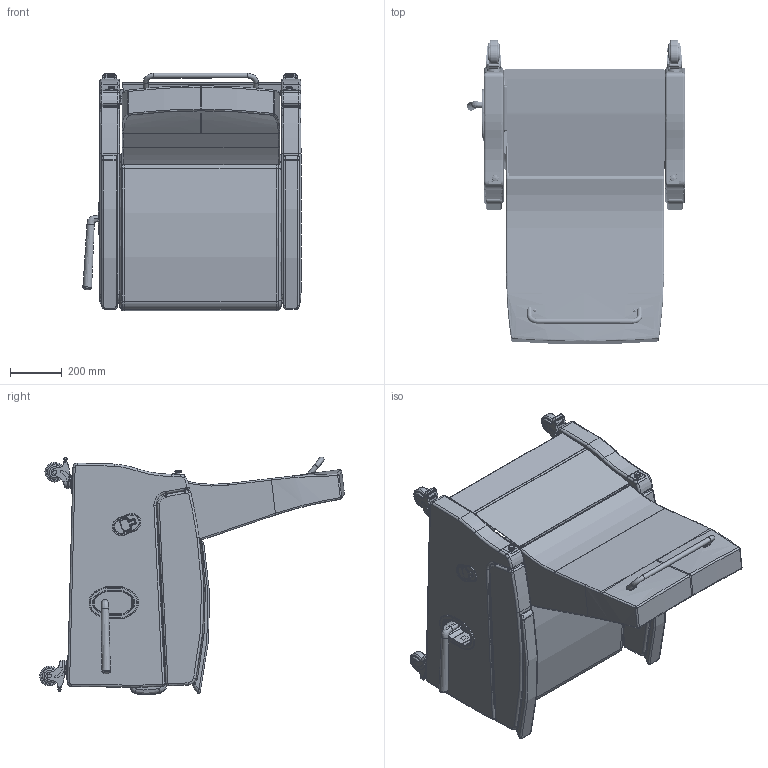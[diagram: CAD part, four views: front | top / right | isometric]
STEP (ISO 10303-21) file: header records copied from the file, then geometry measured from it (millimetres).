
FILE_DESCRIPTION(/* description */ (''),/* implementation_level */ '2;1');
FILE_NAME(/* name */ 'EC1162J.stp',/* time_stamp */ '2017-09-15T11:23:55-04:00',/* author */ ('emehringer'),/* organization */ (''),/* preprocessor_version */ 'ST-DEVELOPER v16.5',/* originating_system */ 'Autodesk Inventor 2017',/* authorisation */ '');
FILE_SCHEMA (('AUTOMOTIVE_DESIGN { 1 0 10303 214 3 1 1 }'));
Products named in the file (36): EC1162U-W-J; EV7070 UBACK; 7000 UKP; ULSEAT 4000C; EV7070 UBACK FLAP; BEZEL-1; HDL 3062 BLK; 4000 UKO; 7000-2 CON PLT; MAC R1010; MAC R1010_1; MAC R1010 (metal); E1067-1 LARM L; CAST COL 4inSLB; _NG-03AMP-125-TL-TP01_fork; _TP01_Next Generation Series_0; _NG-03QDP-125-SW-TP01_rivet; _NG-03AMP-125-TL-TP01_wheel_core; _NG-03AMP-125-TL-TP01_wheel_tread; _NG-03AMP-125-TL-TP01_wheel_guard; _NG-03AMP-125-TL-TP01_wheel_tguard; _NG-03AMP-125-TL-TP01_cap; E1067-1 LARM R; FD400-2 R; Knob and spring; PLT 1060 LO M; HINGE 22 NEW (closed); HINGE 22 NEW; HINGE 22 NEW PIN; PB3; PUSH BAR 17.625; PUSH BAR 17.625_1; PUSH BAR 17.625 right side; 1420X1.5 PSHPB; 6X1 FP DT Z; CABLE LEVER
Assembly tree (49 placements, depth 4):
  EC1162U-W-J
    EV7070 UBACK
    7000 UKP
    ULSEAT 4000C
    EV7070 UBACK FLAP
    BEZEL-1
    HDL 3062 BLK
    4000 UKO
    7000-2 CON PLT
    MAC R1010  x2
      MAC R1010_1
      MAC R1010 (metal)
    FD400-2 R  x2
    E1067-1 LARM L
    CAST COL 4inSLB  x4
      _NG-03AMP-125-TL-TP01_fork
      _TP01_Next Generation Series_0
      _NG-03QDP-125-SW-TP01_rivet
      _NG-03AMP-125-TL-TP01_wheel_core
      _NG-03AMP-125-TL-TP01_wheel_tread
      _NG-03AMP-125-TL-TP01_wheel_guard
      _NG-03AMP-125-TL-TP01_wheel_tguard
      _NG-03AMP-125-TL-TP01_cap
    E1067-1 LARM R
    Knob and spring  x2
    PLT 1060 LO M  x2
    HINGE 22 NEW (closed)  x2
      HINGE 22 NEW
      HINGE 22 NEW PIN
    PB3
      PUSH BAR 17.625
        PUSH BAR 17.625_1
        PUSH BAR 17.625 right side
      1420X1.5 PSHPB  x2
    6X1 FP DT Z  x4
    CABLE LEVER
Bounding box: 843.78 x 1178.16 x 919.81 mm (x, y, z)
Volume: 188083292.2 mm3; surface area: 6933328.2 mm2
Topology: 71 solids, 301 shells, 2826 faces, 7714 edges, 5188 vertices
Faces by surface type: plane 1107, cylinder 1090, torus 272, bspline 172, cone 136, sphere 49
Full cylindrical faces by diameter (mm): 2.794 x2, 3.505 x4, 3.969 x8, 6.198 x4, 6.35 x3, 7.938 x2, 9.525 x2, 11.112 x8, 11.989 x4, 12.497 x2, 12.7 x2, 14.877 x4, 15.062 x4, 15.24 x8, 19.05 x3, 19.075 x6, 23.812 x2, 25.4 x4, 30.162 x2, 38.049 x4, 44.298 x4, 52.273 x4, 55.372 x8, 57.15 x8, 76.2 x4
Entity records: 70197 total; most frequent: CARTESIAN_POINT 34528, DIRECTION 7319, ORIENTED_EDGE 6732, EDGE_CURVE 3632, AXIS2_PLACEMENT_3D 2840, VERTEX_POINT 2463, LINE 1639, VECTOR 1639
